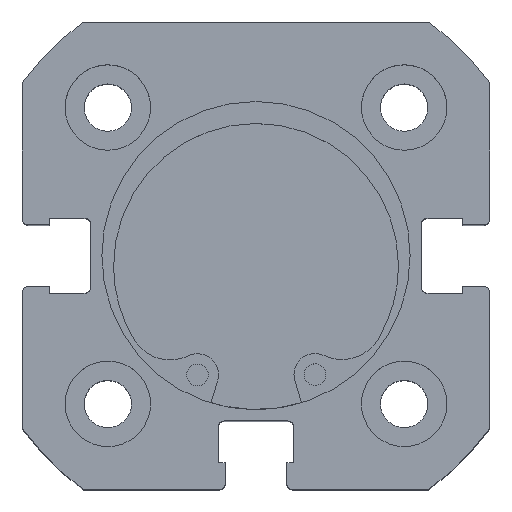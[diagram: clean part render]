
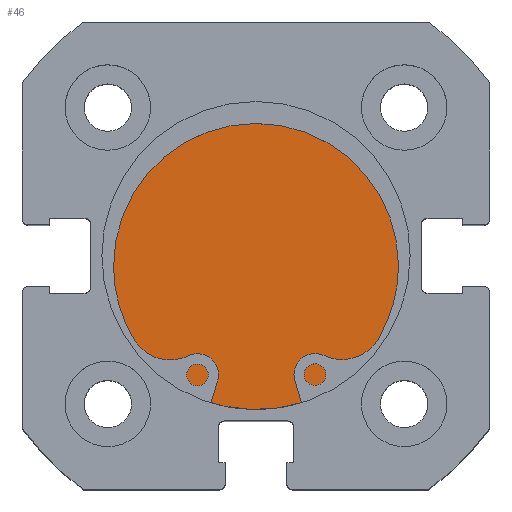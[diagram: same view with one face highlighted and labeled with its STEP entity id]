
A CAD part, top view. The second image highlights one B-rep face of the part: STEP entity #46.
In plain terms, the highlighted face is planar.
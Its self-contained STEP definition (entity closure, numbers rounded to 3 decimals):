
#46 = ADVANCED_FACE ( 'NONE', ( #2258 ), #1905, .F. ) ;
#536 = AXIS2_PLACEMENT_3D ( 'NONE', #1955, #1987, #1969 ) ;
#786 = AXIS2_PLACEMENT_3D ( 'NONE', #3879, #3880, #3881 ) ;
#1016 = AXIS2_PLACEMENT_3D ( 'NONE', #3913, #3922, #3923 ) ;
#1266 = VERTEX_POINT ( 'NONE', #4554 ) ;
#1379 = VERTEX_POINT ( 'NONE', #4666 ) ;
#1905 = PLANE ( 'NONE',  #536 ) ;
#1955 = CARTESIAN_POINT ( 'NONE',  ( 6., 13.5, 0. ) ) ;
#1969 = DIRECTION ( 'NONE',  ( 0., 0., 1. ) ) ;
#1987 = DIRECTION ( 'NONE',  ( -1., 0., 0. ) ) ;
#2258 = FACE_OUTER_BOUND ( 'NONE', #2338, .T. ) ;
#2338 = EDGE_LOOP ( 'NONE', ( #2976, #3008 ) ) ;
#2770 = EDGE_CURVE ( 'NONE', #1379, #1266, #5700, .T. ) ;
#2910 = EDGE_CURVE ( 'NONE', #1266, #1379, #5722, .T. ) ;
#2976 = ORIENTED_EDGE ( 'NONE', *, *, #2910, .F. ) ;
#3008 = ORIENTED_EDGE ( 'NONE', *, *, #2770, .F. ) ;
#3879 = CARTESIAN_POINT ( 'NONE',  ( 6., 0., 0. ) ) ;
#3880 = DIRECTION ( 'NONE',  ( -1., 0., 0. ) ) ;
#3881 = DIRECTION ( 'NONE',  ( 0., 0., 1. ) ) ;
#3913 = CARTESIAN_POINT ( 'NONE',  ( 6., 0., 0. ) ) ;
#3922 = DIRECTION ( 'NONE',  ( -1., 0., 0. ) ) ;
#3923 = DIRECTION ( 'NONE',  ( 0., 0., 1. ) ) ;
#4554 = CARTESIAN_POINT ( 'NONE',  ( 6., 0., 13.5 ) ) ;
#4666 = CARTESIAN_POINT ( 'NONE',  ( 6., 0., -13.5 ) ) ;
#5700 = CIRCLE ( 'NONE', #786, 13.5 ) ;
#5722 = CIRCLE ( 'NONE', #1016, 13.5 ) ;
